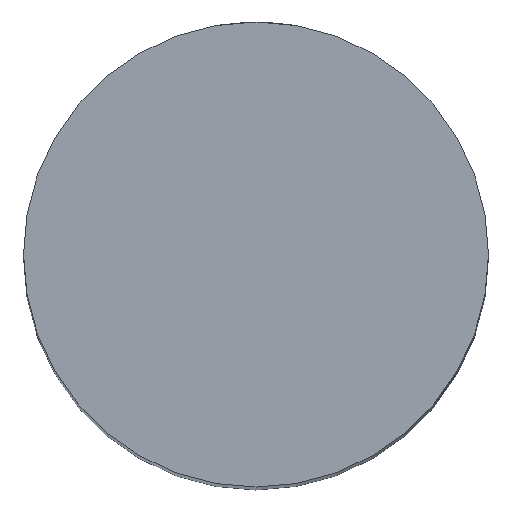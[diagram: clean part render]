
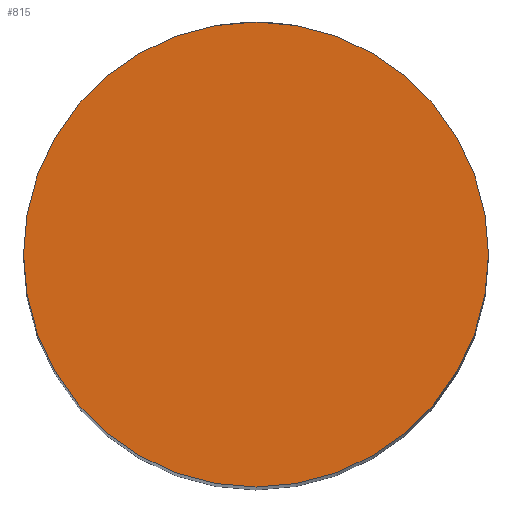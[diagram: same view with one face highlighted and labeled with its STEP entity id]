
A CAD part, top view. The second image highlights one B-rep face of the part: STEP entity #815.
In plain terms, the highlighted planar face has unit normal (0, 0, 1).
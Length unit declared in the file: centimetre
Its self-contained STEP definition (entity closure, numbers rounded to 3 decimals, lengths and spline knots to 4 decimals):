
#81 = CARTESIAN_POINT ( 'NONE',  ( 0., 0., 14.975 ) ) ;
#106 = EDGE_LOOP ( 'NONE', ( #1076, #286 ) ) ;
#169 = VERTEX_POINT ( 'NONE', #1782 ) ;
#185 = AXIS2_PLACEMENT_3D ( 'NONE', #81, #1820, #226 ) ;
#226 = DIRECTION ( 'NONE',  ( -1., 0., 0. ) ) ;
#285 = CARTESIAN_POINT ( 'NONE',  ( 0., 0., 14.975 ) ) ;
#286 = ORIENTED_EDGE ( 'NONE', *, *, #631, .F. ) ;
#358 = VERTEX_POINT ( 'NONE', #1525 ) ;
#422 = DIRECTION ( 'NONE',  ( -1., 0., 0. ) ) ;
#438 = DIRECTION ( 'NONE',  ( 0., 0., -1. ) ) ;
#631 = EDGE_CURVE ( 'NONE', #358, #169, #1531, .T. ) ;
#666 = AXIS2_PLACEMENT_3D ( 'NONE', #285, #1611, #1719 ) ;
#732 = FACE_OUTER_BOUND ( 'NONE', #106, .T. ) ;
#815 = ADVANCED_FACE ( 'NONE', ( #732 ), #1175, .T. ) ;
#895 = EDGE_CURVE ( 'NONE', #169, #358, #1437, .T. ) ;
#1076 = ORIENTED_EDGE ( 'NONE', *, *, #895, .F. ) ;
#1150 = CARTESIAN_POINT ( 'NONE',  ( 0., 0., 14.975 ) ) ;
#1175 = PLANE ( 'NONE',  #666 ) ;
#1253 = AXIS2_PLACEMENT_3D ( 'NONE', #1150, #438, #422 ) ;
#1437 = CIRCLE ( 'NONE', #1253, 3.725 ) ;
#1525 = CARTESIAN_POINT ( 'NONE',  ( -3.725, 0., 14.975 ) ) ;
#1531 = CIRCLE ( 'NONE', #185, 3.725 ) ;
#1611 = DIRECTION ( 'NONE',  ( 0., 0., 1. ) ) ;
#1719 = DIRECTION ( 'NONE',  ( 1., 0., 0. ) ) ;
#1782 = CARTESIAN_POINT ( 'NONE',  ( 3.725, 0., 14.975 ) ) ;
#1820 = DIRECTION ( 'NONE',  ( 0., 0., -1. ) ) ;
